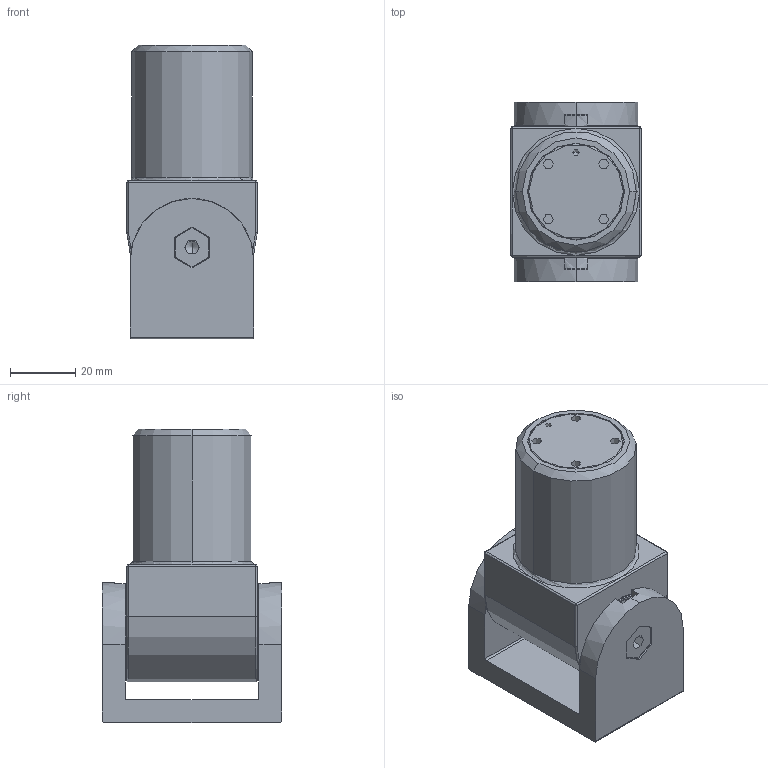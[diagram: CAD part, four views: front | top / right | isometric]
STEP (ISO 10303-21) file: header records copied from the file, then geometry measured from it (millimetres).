
FILE_DESCRIPTION (( 'STEP AP203' ), '1' );
FILE_NAME ('181-57-W.step', '2021-02-17T08:31:13', ( '' ), ( '' ), 'SwSTEP 2.0', 'SolidWorks 2018', '' );
FILE_SCHEMA (( 'CONFIG_CONTROL_DESIGN' ));
Length unit declared in the file: millimetre
Products named in the file (9): DIN-7991 M3-M10; Teil2; Teil1; DIN-7991 M3-M10_DIN7991 M6x14; Teil1_181-57-W Teil1; Teil2_181-57-W Teil2; 181-57-W
Assembly tree (7 placements, depth 2):
  Teil1
  181-57-W
    DIN-7991 M3-M10
    DIN-7991 M3-M10
    Teil2
  181-57-W
    Teil1_181-57-W Teil1
    Teil2_181-57-W Teil2
    DIN-7991 M3-M10_DIN7991 M6x14  x2
Bounding box: 40 x 55 x 90 mm (x, y, z)
Volume: 125747.4 mm3; surface area: 26697.8 mm2
Topology: 5 solids, 5 shells, 470 faces, 1160 edges, 735 vertices
Faces by surface type: plane 233, bspline 95, cylinder 80, cone 38, torus 20, sphere 4
Entity records: 18901 total; most frequent: CARTESIAN_POINT 7923, ORIENTED_EDGE 2186, DIRECTION 1855, EDGE_CURVE 1093, VERTEX_POINT 700, VECTOR 671, LINE 671, AXIS2_PLACEMENT_3D 592
